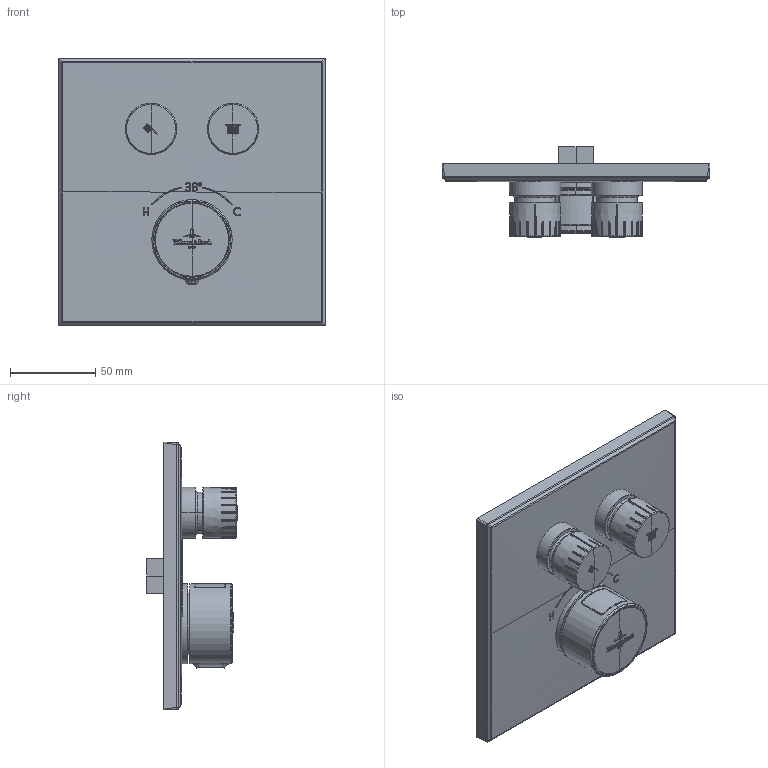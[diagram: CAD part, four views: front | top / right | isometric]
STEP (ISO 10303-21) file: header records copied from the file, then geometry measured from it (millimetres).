
FILE_DESCRIPTION((''),'2;1');
FILE_NAME('TVS000041000_3DPL','2025-01-22T15:40:04',('HristovG'),('IDEAL STANDARD BVBA'),'CREO PARAMETRIC BY PTC INC, 2024253','CREO PARAMETRIC BY PTC INC, 2024253','');
FILE_SCHEMA(('AP242_MANAGED_MODEL_BASED_3D_ENGINEERING_MIM_LF { 1 0 10303 442 1 1 4 }'));
Products named in the file (1): TVS000041000_3DPL
Bounding box: 157 x 52.9 x 157 mm (x, y, z)
Volume: 345491.9 mm3; surface area: 69219.5 mm2
Topology: 25 solids, 28 shells, 1369 faces, 3418 edges, 2213 vertices
Faces by surface type: extrusion 531, plane 352, bspline 298, cylinder 89, cone 58, torus 24, sphere 17
Entity records: 82751 total; most frequent: CARTESIAN_POINT 32638, ORIENTED_EDGE 6812, PRESENTATION_STYLE_ASSIGNMENT 4777, STYLED_ITEM 3889, DIRECTION 3883, CURVE_STYLE 3861, EDGE_CURVE 3412, VERTEX_POINT 2213
